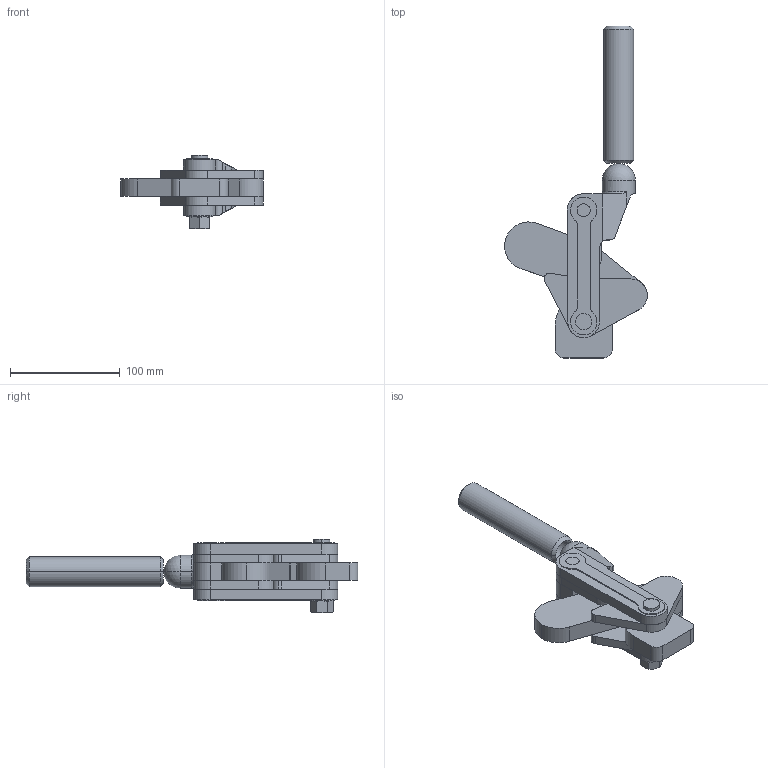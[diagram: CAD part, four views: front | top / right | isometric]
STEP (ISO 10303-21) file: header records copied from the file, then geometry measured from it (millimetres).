
FILE_DESCRIPTION (( 'STEP AP214' ), '1' );
FILE_NAME ('GH-72410(Â²¤Æ).STEP', '2020-03-10T02:46:39', ( 'LinWei' ), ( '' ), 'SwSTEP 2.0', 'SolidWorks 2016', '' );
FILE_SCHEMA (( 'AUTOMOTIVE_DESIGN' ));
Length unit declared in the file: millimetre
Products named in the file (7): 472410125; 27241008-1^GH-72410(簡化); 27241013-1^GH-72410(簡化); Group4^GH-72410(簡化); Group2^GH-72410(簡化); Group1^GH-72410(簡化); GH-72410(簡化)
Assembly tree (6 placements, depth 2):
  GH-72410(簡化)
    Group1^GH-72410(簡化)
    Group2^GH-72410(簡化)
    Group4^GH-72410(簡化)
    27241013-1^GH-72410(簡化)
    27241008-1^GH-72410(簡化)
    472410125
Bounding box: 129.99 x 302.54 x 66.8 mm (x, y, z)
Volume: 376767.1 mm3; surface area: 107245.1 mm2
Topology: 6 solids, 6 shells, 178 faces, 460 edges, 300 vertices
Faces by surface type: cylinder 85, plane 73, cone 16, torus 2, sphere 2
Entity records: 5907 total; most frequent: CARTESIAN_POINT 1153, DIRECTION 983, ORIENTED_EDGE 912, EDGE_CURVE 456, AXIS2_PLACEMENT_3D 378, VERTEX_POINT 298, LINE 227, VECTOR 227
